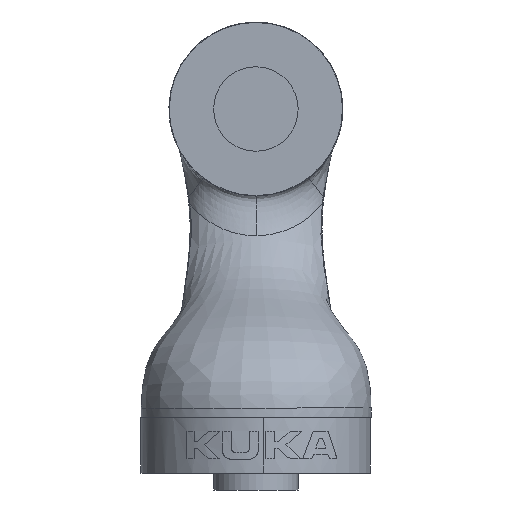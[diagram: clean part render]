
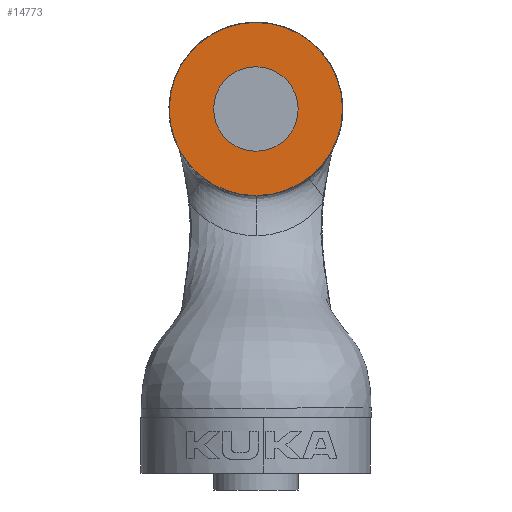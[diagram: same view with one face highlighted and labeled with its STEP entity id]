
A CAD part, front view. The second image highlights one B-rep face of the part: STEP entity #14773.
In plain terms, the highlighted planar face has unit normal (0, -1, 0).
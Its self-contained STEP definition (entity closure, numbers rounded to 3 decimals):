
#650 = VERTEX_POINT ( 'NONE', #10291 ) ;
#1053 = AXIS2_PLACEMENT_3D ( 'NONE', #2896, #12021, #8228 ) ;
#2390 = DIRECTION ( 'NONE',  ( 0., 0., -1. ) ) ;
#2791 = EDGE_CURVE ( 'NONE', #13804, #650, #15915, .T. ) ;
#2896 = CARTESIAN_POINT ( 'NONE',  ( 0., 60.7, 225.5 ) ) ;
#3038 = AXIS2_PLACEMENT_3D ( 'NONE', #12894, #12810, #2390 ) ;
#3268 = CARTESIAN_POINT ( 'NONE',  ( 0.035, 60.7, 200.5 ) ) ;
#4721 = VERTEX_POINT ( 'NONE', #3268 ) ;
#4889 = PLANE ( 'NONE',  #3038 ) ;
#6360 = DIRECTION ( 'NONE',  ( 0.001, 0., -1. ) ) ;
#6471 = ORIENTED_EDGE ( 'NONE', *, *, #2791, .F. ) ;
#7061 = CIRCLE ( 'NONE', #16128, 51.263 ) ;
#7214 = EDGE_CURVE ( 'NONE', #4721, #7394, #9805, .T. ) ;
#7394 = VERTEX_POINT ( 'NONE', #15485 ) ;
#7565 = ORIENTED_EDGE ( 'NONE', *, *, #7214, .T. ) ;
#7644 = FACE_OUTER_BOUND ( 'NONE', #15873, .T. ) ;
#7839 = EDGE_CURVE ( 'NONE', #650, #13804, #7061, .T. ) ;
#8153 = CARTESIAN_POINT ( 'NONE',  ( 0., 60.7, 225.5 ) ) ;
#8228 = DIRECTION ( 'NONE',  ( 0.001, 0., -1. ) ) ;
#8858 = EDGE_CURVE ( 'NONE', #7394, #4721, #13319, .T. ) ;
#9104 = FACE_BOUND ( 'NONE', #9782, .T. ) ;
#9741 = CARTESIAN_POINT ( 'NONE',  ( 0., 60.7, 225.5 ) ) ;
#9782 = EDGE_LOOP ( 'NONE', ( #11715, #7565 ) ) ;
#9805 = CIRCLE ( 'NONE', #12007, 25. ) ;
#10291 = CARTESIAN_POINT ( 'NONE',  ( 0.071, 60.7, 174.237 ) ) ;
#10939 = DIRECTION ( 'NONE',  ( 0., 1., 0. ) ) ;
#11027 = DIRECTION ( 'NONE',  ( 0.001, 0., -1. ) ) ;
#11715 = ORIENTED_EDGE ( 'NONE', *, *, #8858, .T. ) ;
#12007 = AXIS2_PLACEMENT_3D ( 'NONE', #12637, #14100, #6360 ) ;
#12021 = DIRECTION ( 'NONE',  ( 0., 1., 0. ) ) ;
#12281 = DIRECTION ( 'NONE',  ( 0., 1., 0. ) ) ;
#12567 = CARTESIAN_POINT ( 'NONE',  ( -0.071, 60.7, 276.763 ) ) ;
#12637 = CARTESIAN_POINT ( 'NONE',  ( 0., 60.7, 225.5 ) ) ;
#12810 = DIRECTION ( 'NONE',  ( 0., 1., 0. ) ) ;
#12894 = CARTESIAN_POINT ( 'NONE',  ( -0.068, 60.7, 274. ) ) ;
#13319 = CIRCLE ( 'NONE', #16352, 25. ) ;
#13804 = VERTEX_POINT ( 'NONE', #12567 ) ;
#14100 = DIRECTION ( 'NONE',  ( 0., 1., 0. ) ) ;
#14773 = ADVANCED_FACE ( 'NONE', ( #9104, #7644 ), #4889, .F. ) ;
#15485 = CARTESIAN_POINT ( 'NONE',  ( -0.035, 60.7, 250.5 ) ) ;
#15873 = EDGE_LOOP ( 'NONE', ( #16510, #6471 ) ) ;
#15915 = CIRCLE ( 'NONE', #1053, 51.263 ) ;
#16128 = AXIS2_PLACEMENT_3D ( 'NONE', #8153, #12281, #16167 ) ;
#16167 = DIRECTION ( 'NONE',  ( 0.001, 0., -1. ) ) ;
#16352 = AXIS2_PLACEMENT_3D ( 'NONE', #9741, #10939, #11027 ) ;
#16510 = ORIENTED_EDGE ( 'NONE', *, *, #7839, .F. ) ;
